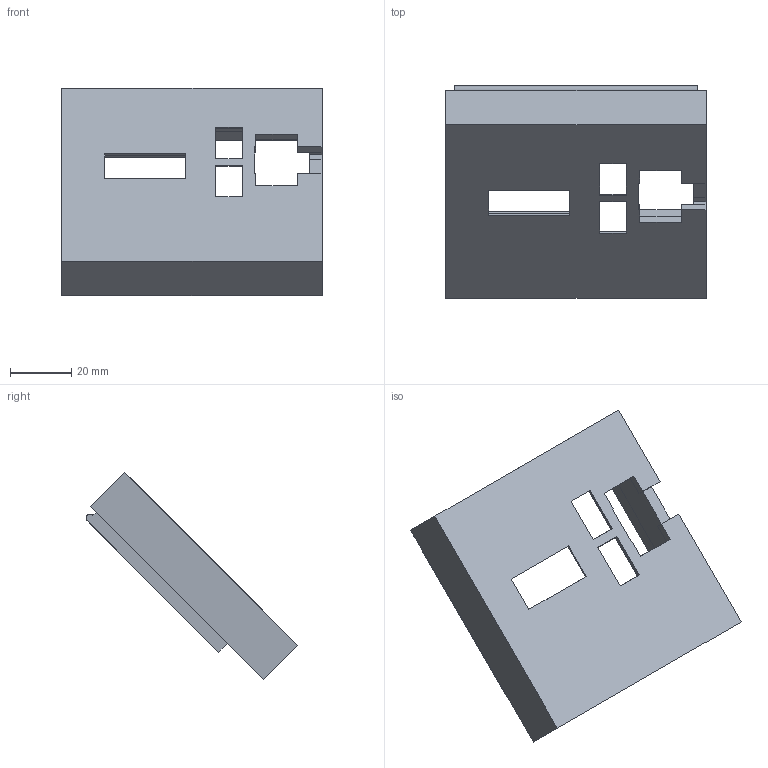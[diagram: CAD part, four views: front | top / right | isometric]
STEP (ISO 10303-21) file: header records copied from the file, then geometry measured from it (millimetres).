
FILE_DESCRIPTION(('FreeCAD Model'),'2;1');
FILE_NAME('Open CASCADE Shape Model','2022-09-06T19:46:40',(''),(''), 'Open CASCADE STEP processor 7.6','FreeCAD','Unknown');
FILE_SCHEMA(('AUTOMOTIVE_DESIGN { 1 0 10303 214 1 1 1 1 }'));
Length unit declared in the file: millimetre
Products named in the file (1): faceAvant
Bounding box: 85 x 69.25 x 67.71 mm (x, y, z)
Volume: 31395.8 mm3; surface area: 24004.3 mm2
Topology: 1 solids, 1 shells, 101 faces, 263 edges, 170 vertices
Faces by surface type: plane 94, cylinder 7
Full cylindrical faces by diameter (mm): 4 x4
Entity records: 6500 total; most frequent: CARTESIAN_POINT 1097, DIRECTION 1001, LINE 761, VECTOR 761, ORIENTED_EDGE 526, PCURVE 526, DEFINITIONAL_REPRESENTATION 526, EDGE_CURVE 263
